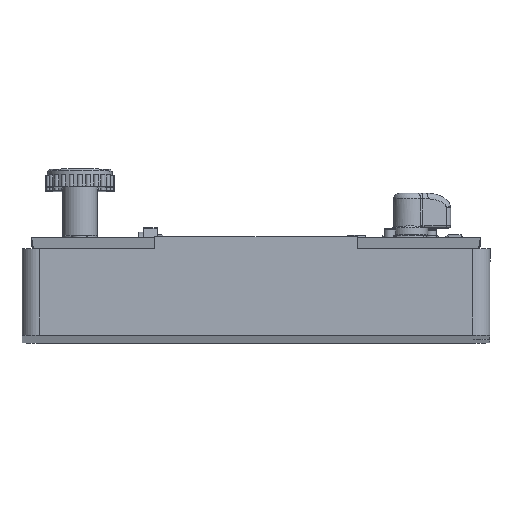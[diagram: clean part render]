
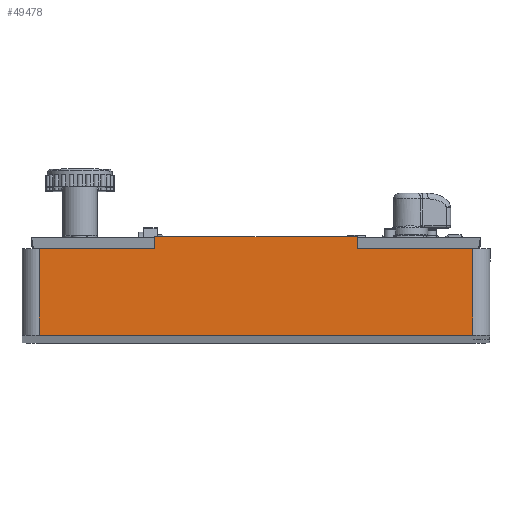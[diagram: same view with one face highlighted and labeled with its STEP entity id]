
A CAD part, left-side view. The second image highlights one B-rep face of the part: STEP entity #49478.
In plain terms, the highlighted planar face has unit normal (-1, 0, 0.028).
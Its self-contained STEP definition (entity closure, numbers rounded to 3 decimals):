
#1609=LINE('',#75825,#6649);
#1610=LINE('',#75828,#6650);
#1611=LINE('',#75830,#6651);
#1612=LINE('',#75832,#6652);
#1613=LINE('',#75834,#6653);
#1614=LINE('',#75836,#6654);
#1615=LINE('',#75838,#6655);
#1616=LINE('',#75839,#6656);
#6649=VECTOR('',#57789,7.5);
#6650=VECTOR('',#57792,10.);
#6651=VECTOR('',#57793,37.5);
#6652=VECTOR('',#57794,7.5);
#6653=VECTOR('',#57795,10.);
#6654=VECTOR('',#57796,1.);
#6655=VECTOR('',#57797,17.5);
#6656=VECTOR('',#57798,1.);
#13819=FACE_OUTER_BOUND('',#16577,.T.);
#16577=EDGE_LOOP('',(#35275,#35276,#35277,#35278,#35279,#35280,#35281,#35282));
#21601=VERTEX_POINT('',#75821);
#21602=VERTEX_POINT('',#75823);
#21603=VERTEX_POINT('',#75827);
#21604=VERTEX_POINT('',#75829);
#21605=VERTEX_POINT('',#75831);
#21606=VERTEX_POINT('',#75833);
#21607=VERTEX_POINT('',#75835);
#21608=VERTEX_POINT('',#75837);
#26835=EDGE_CURVE('',#21602,#21601,#1609,.T.);
#26836=EDGE_CURVE('',#21603,#21601,#1610,.T.);
#26837=EDGE_CURVE('',#21604,#21602,#1611,.T.);
#26838=EDGE_CURVE('',#21604,#21605,#1612,.T.);
#26839=EDGE_CURVE('',#21605,#21606,#1613,.T.);
#26840=EDGE_CURVE('',#21606,#21607,#1614,.T.);
#26841=EDGE_CURVE('',#21607,#21608,#1615,.T.);
#26842=EDGE_CURVE('',#21608,#21603,#1616,.T.);
#35275=ORIENTED_EDGE('',*,*,#26836,.T.);
#35276=ORIENTED_EDGE('',*,*,#26835,.F.);
#35277=ORIENTED_EDGE('',*,*,#26837,.F.);
#35278=ORIENTED_EDGE('',*,*,#26838,.T.);
#35279=ORIENTED_EDGE('',*,*,#26839,.T.);
#35280=ORIENTED_EDGE('',*,*,#26840,.T.);
#35281=ORIENTED_EDGE('',*,*,#26841,.T.);
#35282=ORIENTED_EDGE('',*,*,#26842,.T.);
#47554=PLANE('',#52307);
#49478=ADVANCED_FACE('',(#13819),#47554,.T.);
#52307=AXIS2_PLACEMENT_3D('',#75826,#57790,#57791);
#57789=DIRECTION('',(0.028,0.,1.));
#57790=DIRECTION('center_axis',(-1.,0.,
0.028));
#57791=DIRECTION('ref_axis',(0.028,0.,1.));
#57792=DIRECTION('',(0.,1.,0.));
#57793=DIRECTION('',(0.,1.,0.));
#57794=DIRECTION('',(0.028,0.,1.));
#57795=DIRECTION('',(0.,1.,0.));
#57796=DIRECTION('',(0.028,0.,1.));
#57797=DIRECTION('',(0.,1.,0.));
#57798=DIRECTION('',(-0.028,0.,-1.));
#75821=CARTESIAN_POINT('',(-21.977,17.297,52.719));
#75823=CARTESIAN_POINT('',(-22.186,17.297,45.222));
#75825=CARTESIAN_POINT('',(-22.186,17.297,45.222));
#75826=CARTESIAN_POINT('Origin',(-22.186,-20.203,45.222));
#75827=CARTESIAN_POINT('',(-21.977,7.297,52.719));
#75828=CARTESIAN_POINT('',(-21.977,-0.703,52.719));
#75829=CARTESIAN_POINT('',(-22.186,-20.203,45.222));
#75830=CARTESIAN_POINT('',(-22.186,-20.203,45.222));
#75831=CARTESIAN_POINT('',(-21.977,-20.203,52.719));
#75832=CARTESIAN_POINT('',(-22.186,-20.203,45.222));
#75833=CARTESIAN_POINT('',(-21.977,-10.203,52.719));
#75834=CARTESIAN_POINT('',(-21.977,-20.953,52.719));
#75835=CARTESIAN_POINT('',(-21.949,-10.203,53.719));
#75836=CARTESIAN_POINT('',(-22.075,-10.203,49.21));
#75837=CARTESIAN_POINT('',(-21.949,7.297,53.719));
#75838=CARTESIAN_POINT('',(-21.949,-20.203,53.719));
#75839=CARTESIAN_POINT('',(-22.075,7.297,49.21));
